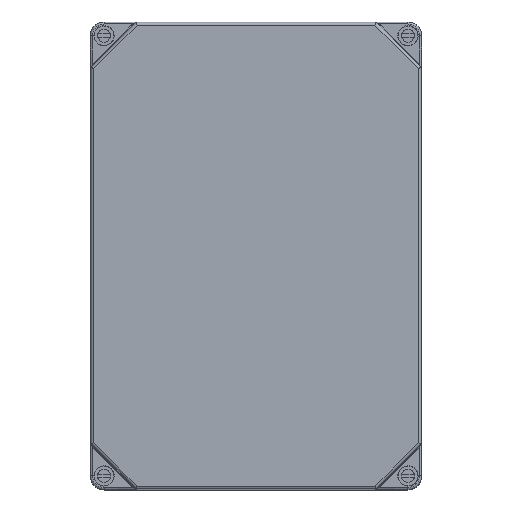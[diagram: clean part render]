
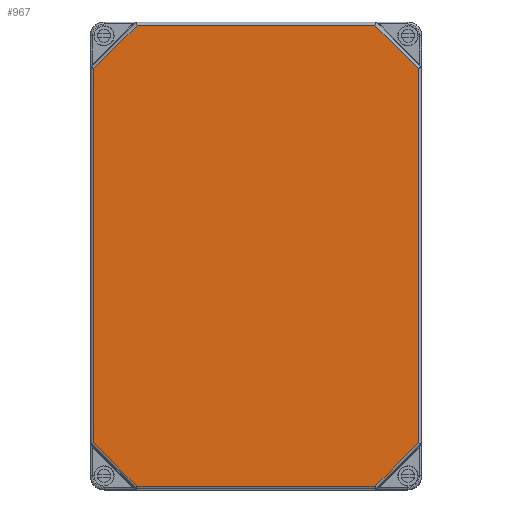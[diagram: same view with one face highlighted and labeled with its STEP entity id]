
A CAD part, top view. The second image highlights one B-rep face of the part: STEP entity #967.
In plain terms, the highlighted planar face has unit normal (0, 0, 1).
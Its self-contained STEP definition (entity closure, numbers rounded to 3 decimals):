
#967 = ADVANCED_FACE( '', ( #2461 ), #2462, .T. );
#2461 = FACE_OUTER_BOUND( '', #4594, .T. );
#2462 = PLANE( '', #4595 );
#4594 = EDGE_LOOP( '', ( #7344, #7345, #7346, #7347, #7348, #7349, #7350, #7351 ) );
#4595 = AXIS2_PLACEMENT_3D( '', #7352, #7353, #7354 );
#7344 = ORIENTED_EDGE( '', *, *, #12666, .T. );
#7345 = ORIENTED_EDGE( '', *, *, #12667, .F. );
#7346 = ORIENTED_EDGE( '', *, *, #12668, .T. );
#7347 = ORIENTED_EDGE( '', *, *, #12669, .F. );
#7348 = ORIENTED_EDGE( '', *, *, #12670, .T. );
#7349 = ORIENTED_EDGE( '', *, *, #12671, .T. );
#7350 = ORIENTED_EDGE( '', *, *, #12074, .T. );
#7351 = ORIENTED_EDGE( '', *, *, #12575, .T. );
#7352 = CARTESIAN_POINT( '', ( 0., 0., 92.5 ) );
#7353 = DIRECTION( '', ( 0., 0., 1. ) );
#7354 = DIRECTION( '', ( 1., 0., 0. ) );
#12074 = EDGE_CURVE( '', #14296, #14297, #14298, .T. );
#12575 = EDGE_CURVE( '', #14297, #15193, #15195, .T. );
#12666 = EDGE_CURVE( '', #15193, #15344, #15345, .T. );
#12667 = EDGE_CURVE( '', #15346, #15344, #15347, .T. );
#12668 = EDGE_CURVE( '', #15346, #15348, #15349, .T. );
#12669 = EDGE_CURVE( '', #15350, #15348, #15351, .T. );
#12670 = EDGE_CURVE( '', #15350, #15352, #15353, .T. );
#12671 = EDGE_CURVE( '', #15352, #14296, #15354, .T. );
#14296 = VERTEX_POINT( '', #17561 );
#14297 = VERTEX_POINT( '', #17562 );
#14298 = LINE( '', #17563, #17564 );
#15193 = VERTEX_POINT( '', #18817 );
#15195 = LINE( '', #18819, #18820 );
#15344 = VERTEX_POINT( '', #19022 );
#15345 = LINE( '', #19023, #19024 );
#15346 = VERTEX_POINT( '', #19025 );
#15347 = LINE( '', #19026, #19027 );
#15348 = VERTEX_POINT( '', #19028 );
#15349 = LINE( '', #19029, #19030 );
#15350 = VERTEX_POINT( '', #19031 );
#15351 = LINE( '', #19032, #19033 );
#15352 = VERTEX_POINT( '', #19034 );
#15353 = LINE( '', #19035, #19036 );
#15354 = LINE( '', #19037, #19038 );
#17561 = CARTESIAN_POINT( '', ( -64.546, 125.182, 92.5 ) );
#17562 = CARTESIAN_POINT( '', ( -88.182, 101.546, 92.5 ) );
#17563 = CARTESIAN_POINT( '', ( -58.686, 131.042, 92.5 ) );
#17564 = VECTOR( '', #22016, 1000. );
#18817 = CARTESIAN_POINT( '', ( -88.182, -101.546, 92.5 ) );
#18819 = CARTESIAN_POINT( '', ( -88.182, 150., 92.5 ) );
#18820 = VECTOR( '', #22723, 1000. );
#19022 = CARTESIAN_POINT( '', ( -64.546, -125.182, 92.5 ) );
#19023 = CARTESIAN_POINT( '', ( -94.042, -95.686, 92.5 ) );
#19024 = VECTOR( '', #22835, 1000. );
#19025 = CARTESIAN_POINT( '', ( 64.546, -125.182, 92.5 ) );
#19026 = CARTESIAN_POINT( '', ( 100., -125.182, 92.5 ) );
#19027 = VECTOR( '', #22836, 1000. );
#19028 = CARTESIAN_POINT( '', ( 88.182, -101.546, 92.5 ) );
#19029 = CARTESIAN_POINT( '', ( 58.686, -131.042, 92.5 ) );
#19030 = VECTOR( '', #22837, 1000. );
#19031 = CARTESIAN_POINT( '', ( 88.182, 101.546, 92.5 ) );
#19032 = CARTESIAN_POINT( '', ( 88.182, 150., 92.5 ) );
#19033 = VECTOR( '', #22838, 1000. );
#19034 = CARTESIAN_POINT( '', ( 64.546, 125.182, 92.5 ) );
#19035 = CARTESIAN_POINT( '', ( 94.042, 95.686, 92.5 ) );
#19036 = VECTOR( '', #22839, 1000. );
#19037 = CARTESIAN_POINT( '', ( 100., 125.182, 92.5 ) );
#19038 = VECTOR( '', #22840, 1000. );
#22016 = DIRECTION( '', ( -0.707, -0.707, 0. ) );
#22723 = DIRECTION( '', ( 0., -1., 0. ) );
#22835 = DIRECTION( '', ( 0.707, -0.707, 0. ) );
#22836 = DIRECTION( '', ( -1., 0., 0. ) );
#22837 = DIRECTION( '', ( 0.707, 0.707, 0. ) );
#22838 = DIRECTION( '', ( 0., -1., 0. ) );
#22839 = DIRECTION( '', ( -0.707, 0.707, 0. ) );
#22840 = DIRECTION( '', ( -1., 0., 0. ) );
